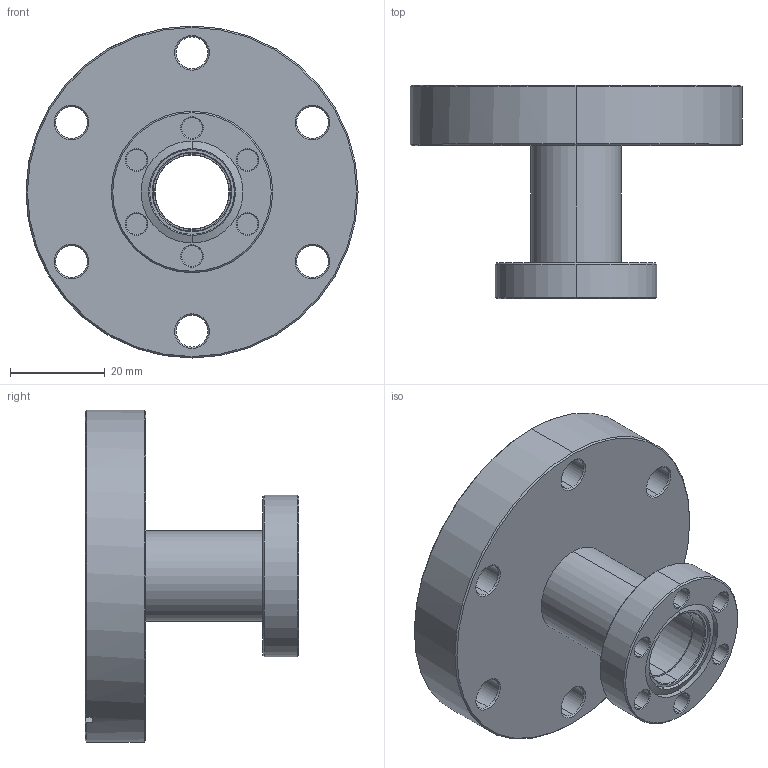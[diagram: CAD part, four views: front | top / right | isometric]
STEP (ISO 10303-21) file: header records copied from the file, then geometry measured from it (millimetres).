
FILE_DESCRIPTION (( 'STEP AP214' ), '1' );
FILE_NAME ('Hositrad_CFA35-16L.STEP', '2017-03-10T17:02:15', ( 'Gebruiker' ), ( '' ), 'SwSTEP 2.0', 'SolidWorks 2017', '' );
FILE_SCHEMA (( 'AUTOMOTIVE_DESIGN' ));
Length unit declared in the file: millimetre
Products named in the file (4): NW35CF-Straight Hole_CF35-Hole 19,05; NW16CF-weld_CF16-19; Tube 19-All_Tube19L35; Hositrad_CFA35-16L
Assembly tree (3 placements, depth 2):
  Hositrad_CFA35-16L
    NW35CF-Straight Hole_CF35-Hole 19,05
    Tube 19-All_Tube19L35
    NW16CF-weld_CF16-19
Bounding box: 70 x 45 x 70 mm (x, y, z)
Volume: 48392.1 mm3; surface area: 19245.5 mm2
Topology: 3 solids, 3 shells, 126 faces, 283 edges, 166 vertices
Faces by surface type: cone 69, cylinder 44, plane 13
Entity records: 3720 total; most frequent: DIRECTION 706, CARTESIAN_POINT 587, ORIENTED_EDGE 566, AXIS2_PLACEMENT_3D 293, EDGE_CURVE 283, VERTEX_POINT 166, CIRCLE 161, EDGE_LOOP 159
